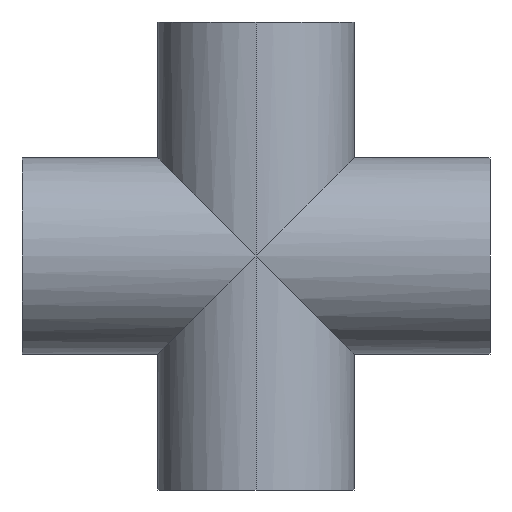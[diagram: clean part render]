
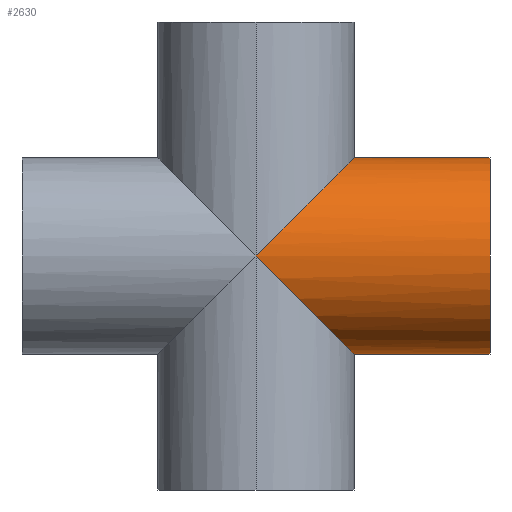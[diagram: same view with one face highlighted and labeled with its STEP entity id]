
A CAD part, left-side view. The second image highlights one B-rep face of the part: STEP entity #2630.
In plain terms, the highlighted cylindrical face has radius 24.15 mm (diameter 48.3 mm), a partial arc.
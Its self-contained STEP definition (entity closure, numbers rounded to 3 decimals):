
#64 = CARTESIAN_POINT ( 'NONE',  ( 0., 57.5, 24.15 ) ) ;
#67 = CARTESIAN_POINT ( 'NONE',  ( 0., -57.5, -24.15 ) ) ;
#239 = VECTOR ( 'NONE', #6117, 1000. ) ;
#609 = VERTEX_POINT ( 'NONE', #4996 ) ;
#667 = CIRCLE ( 'NONE', #3226, 24.15 ) ;
#939 = LINE ( 'NONE', #8430, #3532 ) ;
#1163 = CARTESIAN_POINT ( 'NONE',  ( 0., -24.15, 24.15 ) ) ;
#1184 = EDGE_CURVE ( 'NONE', #1932, #6479, #7182, .T. ) ;
#1535 = ORIENTED_EDGE ( 'NONE', *, *, #4526, .T. ) ;
#1932 = VERTEX_POINT ( 'NONE', #8883 ) ;
#2030 = CARTESIAN_POINT ( 'NONE',  ( -24.15, -14.147, 14.147 ) ) ;
#2053 = ORIENTED_EDGE ( 'NONE', *, *, #2672, .T. ) ;
#2061 = DIRECTION ( 'NONE',  ( 0., -1., 0. ) ) ;
#2266 = VERTEX_POINT ( 'NONE', #67 ) ;
#2414 = DIRECTION ( 'NONE',  ( 0., -1., 0. ) ) ;
#2630 = ADVANCED_FACE ( 'NONE', ( #3819 ), #5840, .T. ) ;
#2672 = EDGE_CURVE ( 'NONE', #6479, #2266, #939, .T. ) ;
#2715 = ORIENTED_EDGE ( 'NONE', *, *, #1184, .T. ) ;
#3104 = CARTESIAN_POINT ( 'NONE',  ( 0., 57.5, 0. ) ) ;
#3110 = CARTESIAN_POINT ( 'NONE',  ( 0., -57.5, 0. ) ) ;
#3226 = AXIS2_PLACEMENT_3D ( 'NONE', #3110, #9109, #3994 ) ;
#3296 = ORIENTED_EDGE ( 'NONE', *, *, #8429, .T. ) ;
#3532 = VECTOR ( 'NONE', #2414, 1000. ) ;
#3615 =( BOUNDED_CURVE ( )  B_SPLINE_CURVE ( 3, ( #1163, #4621, #2030, #8051 ),
 .UNSPECIFIED., .F., .T. ) 
 B_SPLINE_CURVE_WITH_KNOTS ( ( 4, 4 ),
 ( 3.142, 4.712 ),
 .UNSPECIFIED. ) 
 CURVE ( )  GEOMETRIC_REPRESENTATION_ITEM ( )  RATIONAL_B_SPLINE_CURVE ( ( 1., 0.805, 0.805, 1. ) ) 
 REPRESENTATION_ITEM ( '' )  );
#3819 = FACE_OUTER_BOUND ( 'NONE', #10149, .T. ) ;
#3994 = DIRECTION ( 'NONE',  ( 0., 0., 1. ) ) ;
#4426 = CARTESIAN_POINT ( 'NONE',  ( 0., -57.5, 24.15 ) ) ;
#4468 = ORIENTED_EDGE ( 'NONE', *, *, #10999, .F. ) ;
#4526 = EDGE_CURVE ( 'NONE', #2266, #9329, #667, .T. ) ;
#4621 = CARTESIAN_POINT ( 'NONE',  ( -14.147, -24.15, 24.15 ) ) ;
#4996 = CARTESIAN_POINT ( 'NONE',  ( 0., -24.15, 24.15 ) ) ;
#5669 = CARTESIAN_POINT ( 'NONE',  ( -14.147, -24.15, -24.15 ) ) ;
#5840 = CYLINDRICAL_SURFACE ( 'NONE', #9890, 24.15 ) ;
#6117 = DIRECTION ( 'NONE',  ( 0., -1., 0. ) ) ;
#6479 = VERTEX_POINT ( 'NONE', #7954 ) ;
#6509 = DIRECTION ( 'NONE',  ( 0., 0., -1. ) ) ;
#7118 = LINE ( 'NONE', #64, #239 ) ;
#7182 =( BOUNDED_CURVE ( )  B_SPLINE_CURVE ( 3, ( #10649, #7223, #5669, #7866 ),
 .UNSPECIFIED., .F., .F. ) 
 B_SPLINE_CURVE_WITH_KNOTS ( ( 4, 4 ),
 ( 4.712, 6.283 ),
 .UNSPECIFIED. ) 
 CURVE ( )  GEOMETRIC_REPRESENTATION_ITEM ( )  RATIONAL_B_SPLINE_CURVE ( ( 1., 0.805, 0.805, 1. ) ) 
 REPRESENTATION_ITEM ( '' )  );
#7223 = CARTESIAN_POINT ( 'NONE',  ( -24.15, -14.147, -14.147 ) ) ;
#7866 = CARTESIAN_POINT ( 'NONE',  ( 0., -24.15, -24.15 ) ) ;
#7954 = CARTESIAN_POINT ( 'NONE',  ( 0., -24.15, -24.15 ) ) ;
#8051 = CARTESIAN_POINT ( 'NONE',  ( -24.15, 0., 0. ) ) ;
#8429 = EDGE_CURVE ( 'NONE', #609, #1932, #3615, .T. ) ;
#8430 = CARTESIAN_POINT ( 'NONE',  ( 0., 57.5, -24.15 ) ) ;
#8883 = CARTESIAN_POINT ( 'NONE',  ( -24.15, 0., 0. ) ) ;
#9109 = DIRECTION ( 'NONE',  ( 0., 1., 0. ) ) ;
#9329 = VERTEX_POINT ( 'NONE', #4426 ) ;
#9890 = AXIS2_PLACEMENT_3D ( 'NONE', #3104, #2061, #6509 ) ;
#10149 = EDGE_LOOP ( 'NONE', ( #4468, #3296, #2715, #2053, #1535 ) ) ;
#10649 = CARTESIAN_POINT ( 'NONE',  ( -24.15, 0., 0. ) ) ;
#10999 = EDGE_CURVE ( 'NONE', #609, #9329, #7118, .T. ) ;
